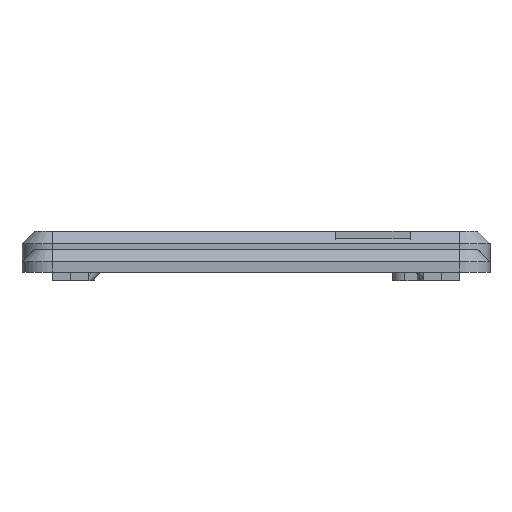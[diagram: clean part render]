
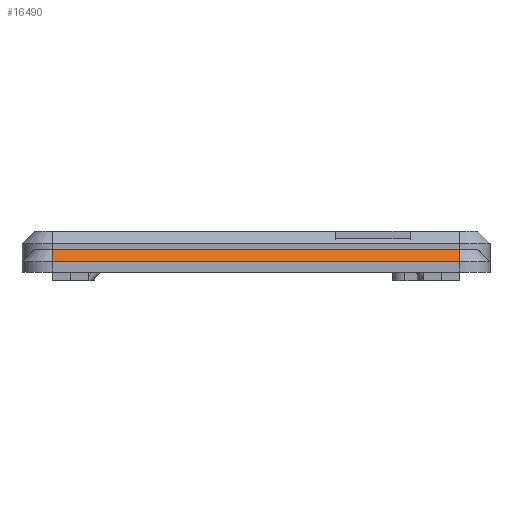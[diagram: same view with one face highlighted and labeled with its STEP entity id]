
A CAD part, front view. The second image highlights one B-rep face of the part: STEP entity #16490.
In plain terms, the highlighted planar face has unit normal (0, -0.707, 0.707).
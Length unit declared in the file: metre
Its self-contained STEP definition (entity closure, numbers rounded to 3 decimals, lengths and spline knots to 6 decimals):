
#675=LINE('',#24489,#2412);
#1098=LINE('',#25460,#2835);
#1486=LINE('',#26280,#3223);
#1487=LINE('',#26282,#3224);
#2412=VECTOR('',#19363,1.);
#2835=VECTOR('',#20082,1.);
#3223=VECTOR('',#20878,1.);
#3224=VECTOR('',#20881,1.);
#6742=ORIENTED_EDGE('',*,*,#11011,.T.);
#6743=ORIENTED_EDGE('',*,*,#10599,.F.);
#6744=ORIENTED_EDGE('',*,*,#11012,.F.);
#6745=ORIENTED_EDGE('',*,*,#10114,.F.);
#10114=EDGE_CURVE('',#12626,#12619,#675,.T.);
#10599=EDGE_CURVE('',#13008,#13009,#1098,.T.);
#11011=EDGE_CURVE('',#12626,#13009,#1486,.T.);
#11012=EDGE_CURVE('',#12619,#13008,#1487,.T.);
#12619=VERTEX_POINT('',#24475);
#12626=VERTEX_POINT('',#24488);
#13008=VERTEX_POINT('',#25459);
#13009=VERTEX_POINT('',#25461);
#14169=EDGE_LOOP('',(#6742,#6743,#6744,#6745));
#15122=FACE_BOUND('',#14169,.T.);
#15991=PLANE('',#17720);
#16490=ADVANCED_FACE('',(#15122),#15991,.T.);
#17720=AXIS2_PLACEMENT_3D('',#26281,#20879,#20880);
#19363=DIRECTION('',(1.,0.,0.));
#20082=DIRECTION('',(-1.,0.,0.));
#20878=DIRECTION('',(0.,-0.707,-0.707));
#20879=DIRECTION('',(0.,-0.707,0.707));
#20880=DIRECTION('',(-1.,0.,0.));
#20881=DIRECTION('',(0.,-0.707,-0.707));
#24475=CARTESIAN_POINT('',(0.0335,-0.0445,0.006693));
#24488=CARTESIAN_POINT('',(-0.0335,-0.0445,0.006693));
#24489=CARTESIAN_POINT('',(0.0335,-0.0445,0.006693));
#25459=CARTESIAN_POINT('',(0.0335,-0.0465,0.004693));
#25460=CARTESIAN_POINT('',(-0.0335,-0.0465,0.004693));
#25461=CARTESIAN_POINT('',(-0.0335,-0.0465,0.004693));
#26280=CARTESIAN_POINT('',(-0.0335,-0.0445,0.006693));
#26281=CARTESIAN_POINT('',(0.,-0.0445,0.006693));
#26282=CARTESIAN_POINT('',(0.0335,-0.0445,0.006693));
